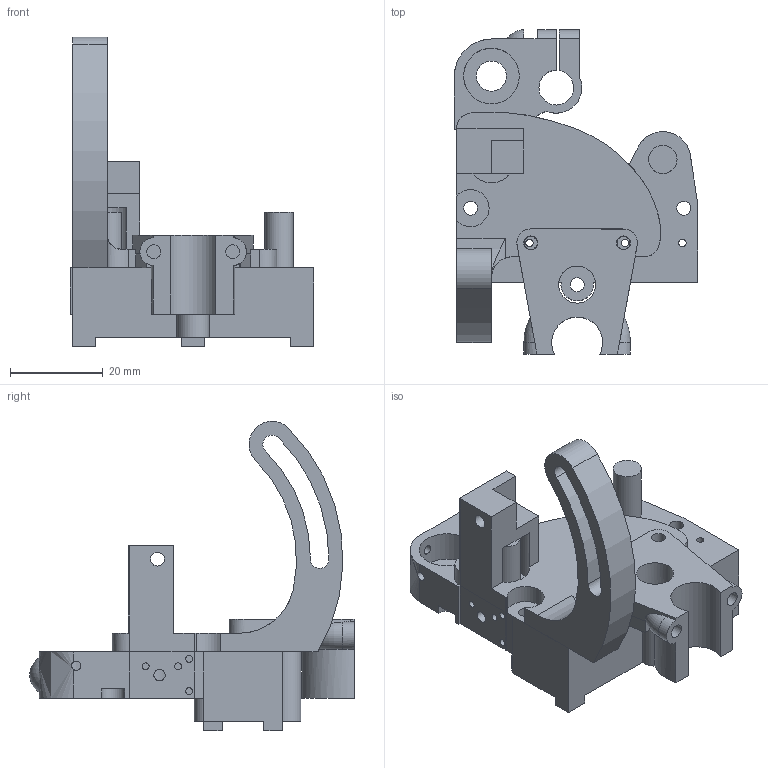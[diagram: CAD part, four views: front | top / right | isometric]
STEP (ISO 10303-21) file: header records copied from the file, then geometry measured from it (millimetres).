
FILE_DESCRIPTION(/* description */ (''),/* implementation_level */ '2;1');
FILE_NAME(/* name */ 'stepper mount.step',/* time_stamp */ '2020-09-19T11:27:10+02:00',/* author */ (''),/* organization */ (''),/* preprocessor_version */ 'ST-DEVELOPER v18.1',/* originating_system */ 'Autodesk Translation Framework v9.3.0.1241',/* authorisation */ '');
FILE_SCHEMA (('AUTOMOTIVE_DESIGN { 1 0 10303 214 3 1 1 }'));
Length unit declared in the file: millimetre
Products named in the file (2): stepper mount; bridge_2p3_b
Assembly tree (1 placements, depth 2):
  stepper mount
    bridge_2p3_b
Bounding box: 52.5 x 70 x 66.73 mm (x, y, z)
Volume: 33913.7 mm3; surface area: 18312.1 mm2
Topology: 4 solids, 4 shells, 179 faces, 485 edges, 321 vertices
Faces by surface type: plane 86, cylinder 75, bspline 15, torus 2, sphere 1
Full cylindrical faces by diameter (mm): 1.5 x4, 1.6 x4, 2 x2, 2.5 x4, 2.8 x3, 3 x8, 3.1 x3, 4 x2, 6.1 x4, 6.5 x1, 8 x1, 10.1 x1, 12 x1
Entity records: 8209 total; most frequent: CARTESIAN_POINT 3562, ORIENTED_EDGE 970, DIRECTION 912, EDGE_CURVE 485, VERTEX_POINT 321, AXIS2_PLACEMENT_3D 316, LINE 280, VECTOR 280
